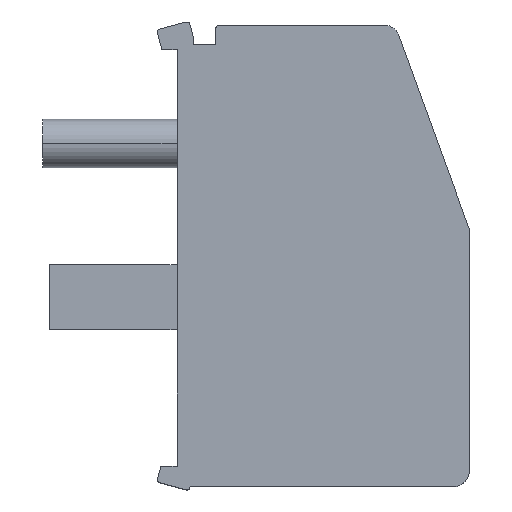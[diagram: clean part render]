
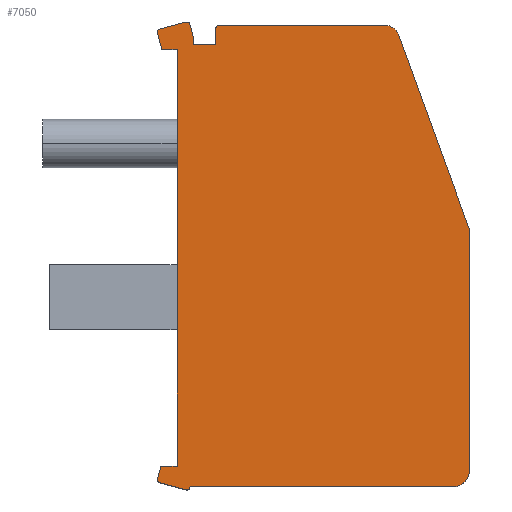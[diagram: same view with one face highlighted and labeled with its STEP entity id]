
A CAD part, top view. The second image highlights one B-rep face of the part: STEP entity #7050.
In plain terms, the highlighted planar face has unit normal (0, 0, 1).
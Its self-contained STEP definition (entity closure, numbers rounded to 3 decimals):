
#120=CARTESIAN_POINT('',(25.293,30.557,10.1));
#130=VERTEX_POINT('',#120);
#290=CARTESIAN_POINT('',(25.434,30.802,10.1));
#300=VERTEX_POINT('',#290);
#330=CARTESIAN_POINT('',(25.486,30.609,10.1));
#340=DIRECTION('',(0.,0.,1.));
#350=DIRECTION('',(1.,0.,0.));
#360=AXIS2_PLACEMENT_3D('',#330,#340,#350);
#370=CIRCLE('',#360,0.2);
#380=EDGE_CURVE('',#300,#130,#370,.T.);
#610=CARTESIAN_POINT('',(25.563,29.55,10.1));
#620=VERTEX_POINT('',#610);
#720=CARTESIAN_POINT('',(40.97,-27.95,10.1));
#730=DIRECTION('',(-0.259,0.966,0.));
#740=VECTOR('',#730,1.);
#750=LINE('',#720,#740);
#760=EDGE_CURVE('',#620,#130,#750,.T.);
#990=CARTESIAN_POINT('',(27.5,30.32,10.1));
#1000=VERTEX_POINT('',#990);
#1030=CARTESIAN_POINT('',(43.113,-27.95,10.1));
#1040=DIRECTION('',(0.259,-0.966,0.));
#1050=VECTOR('',#1040,1.);
#1060=LINE('',#1030,#1050);
#1070=CARTESIAN_POINT('',(27.293,31.093,10.1));
#1080=VERTEX_POINT('',#1070);
#1090=EDGE_CURVE('',#1080,#1000,#1060,.T.);
#1410=CARTESIAN_POINT('',(26.5,29.55,10.1));
#1420=DIRECTION('',(-1.,0.,0.));
#1430=VECTOR('',#1420,1.);
#1440=LINE('',#1410,#1430);
#1450=CARTESIAN_POINT('',(26.5,29.55,10.1));
#1460=VERTEX_POINT('',#1450);
#1470=EDGE_CURVE('',#1460,#620,#1440,.T.);
#1820=CARTESIAN_POINT('',(26.5,3.816,10.1));
#1830=VERTEX_POINT('',#1820);
#1880=CARTESIAN_POINT('',(26.5,3.816,10.1));
#1890=DIRECTION('',(1.,0.,0.));
#1900=VECTOR('',#1890,1.);
#1910=LINE('',#1880,#1900);
#1920=CARTESIAN_POINT('',(25.5,3.816,10.1));
#1930=VERTEX_POINT('',#1920);
#1940=EDGE_CURVE('',#1930,#1830,#1910,.T.);
#3990=CARTESIAN_POINT('',(26.5,-27.95,10.1));
#4000=DIRECTION('',(0.,-1.,0.));
#4010=VECTOR('',#4000,1.);
#4020=LINE('',#3990,#4010);
#4030=EDGE_CURVE('',#1460,#1830,#4020,.T.);
#4670=CARTESIAN_POINT('',(16.988,-27.95,10.1));
#4680=DIRECTION('',(0.259,0.966,0.));
#4690=VECTOR('',#4680,1.);
#4700=LINE('',#4670,#4690);
#4710=CARTESIAN_POINT('',(25.293,3.043,10.1));
#4720=VERTEX_POINT('',#4710);
#4730=EDGE_CURVE('',#4720,#1930,#4700,.T.);
#5040=CARTESIAN_POINT('',(27.5,-27.95,10.1));
#5050=DIRECTION('',(0.,-1.,0.));
#5060=VECTOR('',#5050,1.);
#5070=LINE('',#5040,#5060);
#5080=CARTESIAN_POINT('',(27.5,29.85,10.1));
#5090=VERTEX_POINT('',#5080);
#5100=EDGE_CURVE('',#1000,#5090,#5070,.T.);
#5420=CARTESIAN_POINT('',(26.5,29.85,10.1));
#5430=DIRECTION('',(1.,0.,0.));
#5440=VECTOR('',#5430,1.);
#5450=LINE('',#5420,#5440);
#5460=CARTESIAN_POINT('',(28.9,29.85,10.1));
#5470=VERTEX_POINT('',#5460);
#5480=EDGE_CURVE('',#5090,#5470,#5450,.T.);
#5750=CARTESIAN_POINT('',(26.5,-27.15,10.1));
#5760=DIRECTION('',(0.,0.,1.));
#5770=DIRECTION('',(1.,0.,0.));
#5780=AXIS2_PLACEMENT_3D('',#5750,#5760,#5770);
#5790=PLANE('',#5780);
#5800=ORIENTED_EDGE('',*,*,#1940,.F.);
#5810=ORIENTED_EDGE('',*,*,#4030,.T.);
#5820=ORIENTED_EDGE('',*,*,#1470,.F.);
#5830=ORIENTED_EDGE('',*,*,#760,.F.);
#5840=ORIENTED_EDGE('',*,*,#380,.T.);
#5850=CARTESIAN_POINT('',(26.5,31.087,10.1));
#5860=DIRECTION('',(0.966,0.259,0.));
#5870=VECTOR('',#5860,1.);
#5880=LINE('',#5850,#5870);
#5890=CARTESIAN_POINT('',(27.048,31.234,10.1));
#5900=VERTEX_POINT('',#5890);
#5910=EDGE_CURVE('',#300,#5900,#5880,.T.);
#5920=ORIENTED_EDGE('',*,*,#5910,.F.);
#5930=CARTESIAN_POINT('',(27.1,31.041,10.1));
#5940=DIRECTION('',(0.,0.,1.));
#5950=DIRECTION('',(1.,0.,0.));
#5960=AXIS2_PLACEMENT_3D('',#5930,#5940,#5950);
#5970=CIRCLE('',#5960,0.2);
#5980=EDGE_CURVE('',#1080,#5900,#5970,.T.);
#5990=ORIENTED_EDGE('',*,*,#5980,.T.);
#6000=ORIENTED_EDGE('',*,*,#1090,.F.);
#6010=ORIENTED_EDGE('',*,*,#5100,.F.);
#6020=ORIENTED_EDGE('',*,*,#5480,.F.);
#6030=CARTESIAN_POINT('',(28.9,29.95,10.1));
#6040=DIRECTION('',(0.,-1.,0.));
#6050=VECTOR('',#6040,1.);
#6060=LINE('',#6030,#6050);
#6070=CARTESIAN_POINT('',(28.9,30.85,10.1));
#6080=VERTEX_POINT('',#6070);
#6090=EDGE_CURVE('',#6080,#5470,#6060,.T.);
#6100=ORIENTED_EDGE('',*,*,#6090,.T.);
#6110=CARTESIAN_POINT('',(29.1,30.85,10.1));
#6120=DIRECTION('',(0.,0.,1.));
#6130=DIRECTION('',(1.,0.,0.));
#6140=AXIS2_PLACEMENT_3D('',#6110,#6120,#6130);
#6150=CIRCLE('',#6140,0.2);
#6160=CARTESIAN_POINT('',(29.1,31.05,10.1));
#6170=VERTEX_POINT('',#6160);
#6180=EDGE_CURVE('',#6170,#6080,#6150,.T.);
#6190=ORIENTED_EDGE('',*,*,#6180,.T.);
#6200=CARTESIAN_POINT('',(26.5,31.05,10.1));
#6210=DIRECTION('',(1.,0.,0.));
#6220=VECTOR('',#6210,1.);
#6230=LINE('',#6200,#6220);
#6240=CARTESIAN_POINT('',(39.437,31.05,10.1));
#6250=VERTEX_POINT('',#6240);
#6260=EDGE_CURVE('',#6170,#6250,#6230,.T.);
#6270=ORIENTED_EDGE('',*,*,#6260,.F.);
#6280=CARTESIAN_POINT('',(39.258,30.066,10.1));
#6290=DIRECTION('',(0.,0.,1.));
#6300=DIRECTION('',(1.,0.,0.));
#6310=AXIS2_PLACEMENT_3D('',#6280,#6290,#6300);
#6320=CIRCLE('',#6310,1.);
#6330=CARTESIAN_POINT('',(40.198,30.408,10.1));
#6340=VERTEX_POINT('',#6330);
#6350=EDGE_CURVE('',#6340,#6250,#6320,.T.);
#6360=ORIENTED_EDGE('',*,*,#6350,.T.);
#6370=CARTESIAN_POINT('',(61.439,-27.95,10.1));
#6380=DIRECTION('',(-0.342,0.94,0.));
#6390=VECTOR('',#6380,1.);
#6400=LINE('',#6370,#6390);
#6410=CARTESIAN_POINT('',(44.55,18.451,10.1));
#6420=VERTEX_POINT('',#6410);
#6430=EDGE_CURVE('',#6420,#6340,#6400,.T.);
#6440=ORIENTED_EDGE('',*,*,#6430,.T.);
#6450=CARTESIAN_POINT('',(44.55,-27.95,10.1));
#6460=DIRECTION('',(0.,1.,0.));
#6470=VECTOR('',#6460,1.);
#6480=LINE('',#6450,#6470);
#6490=CARTESIAN_POINT('',(44.55,3.55,10.1));
#6500=VERTEX_POINT('',#6490);
#6510=EDGE_CURVE('',#6500,#6420,#6480,.T.);
#6520=ORIENTED_EDGE('',*,*,#6510,.T.);
#6530=CARTESIAN_POINT('',(43.55,3.55,10.1));
#6540=DIRECTION('',(0.,0.,1.));
#6550=DIRECTION('',(1.,0.,0.));
#6560=AXIS2_PLACEMENT_3D('',#6530,#6540,#6550);
#6570=CIRCLE('',#6560,1.);
#6580=CARTESIAN_POINT('',(43.55,2.55,10.1));
#6590=VERTEX_POINT('',#6580);
#6600=EDGE_CURVE('',#6590,#6500,#6570,.T.);
#6610=ORIENTED_EDGE('',*,*,#6600,.T.);
#6620=CARTESIAN_POINT('',(26.5,2.55,10.1));
#6630=DIRECTION('',(1.,0.,0.));
#6640=VECTOR('',#6630,1.);
#6650=LINE('',#6620,#6640);
#6660=CARTESIAN_POINT('',(27.304,2.55,10.1));
#6670=VERTEX_POINT('',#6660);
#6680=EDGE_CURVE('',#6670,#6590,#6650,.T.);
#6690=ORIENTED_EDGE('',*,*,#6680,.T.);
#6700=CARTESIAN_POINT('',(19.132,-27.95,10.1));
#6710=DIRECTION('',(-0.259,-0.966,0.));
#6720=VECTOR('',#6710,1.);
#6730=LINE('',#6700,#6720);
#6740=CARTESIAN_POINT('',(27.293,2.507,10.1));
#6750=VERTEX_POINT('',#6740);
#6760=EDGE_CURVE('',#6670,#6750,#6730,.T.);
#6770=ORIENTED_EDGE('',*,*,#6760,.F.);
#6780=CARTESIAN_POINT('',(27.1,2.559,10.1));
#6790=DIRECTION('',(0.,0.,1.));
#6800=DIRECTION('',(1.,0.,0.));
#6810=AXIS2_PLACEMENT_3D('',#6780,#6790,#6800);
#6820=CIRCLE('',#6810,0.2);
#6830=CARTESIAN_POINT('',(27.048,2.366,10.1));
#6840=VERTEX_POINT('',#6830);
#6850=EDGE_CURVE('',#6840,#6750,#6820,.T.);
#6860=ORIENTED_EDGE('',*,*,#6850,.T.);
#6870=CARTESIAN_POINT('',(26.5,2.513,10.1));
#6880=DIRECTION('',(-0.966,0.259,0.));
#6890=VECTOR('',#6880,1.);
#6900=LINE('',#6870,#6890);
#6910=CARTESIAN_POINT('',(25.434,2.798,10.1));
#6920=VERTEX_POINT('',#6910);
#6930=EDGE_CURVE('',#6840,#6920,#6900,.T.);
#6940=ORIENTED_EDGE('',*,*,#6930,.F.);
#6950=CARTESIAN_POINT('',(25.486,2.991,10.1));
#6960=DIRECTION('',(0.,0.,1.));
#6970=DIRECTION('',(1.,0.,0.));
#6980=AXIS2_PLACEMENT_3D('',#6950,#6960,#6970);
#6990=CIRCLE('',#6980,0.2);
#7000=EDGE_CURVE('',#4720,#6920,#6990,.T.);
#7010=ORIENTED_EDGE('',*,*,#7000,.T.);
#7020=ORIENTED_EDGE('',*,*,#4730,.F.);
#7030=EDGE_LOOP('',(#7020,#7010,#6940,#6860,#6770,#6690,#6610,#6520,
#6440,#6360,#6270,#6190,#6100,#6020,#6010,#6000,#5990,#5920,#5840,#5830,
#5820,#5810,#5800));
#7040=FACE_OUTER_BOUND('',#7030,.T.);
#7050=ADVANCED_FACE('',(#7040),#5790,.T.);
